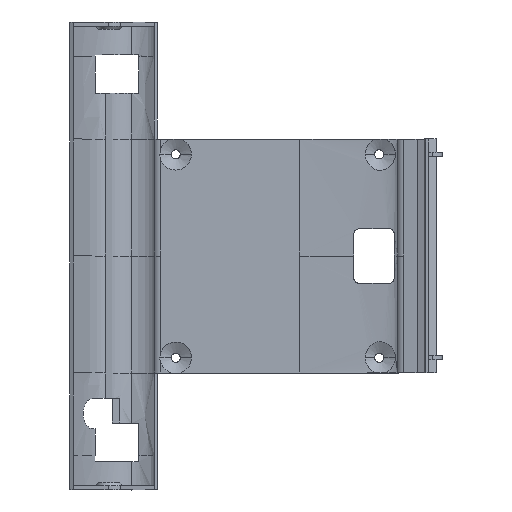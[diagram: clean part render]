
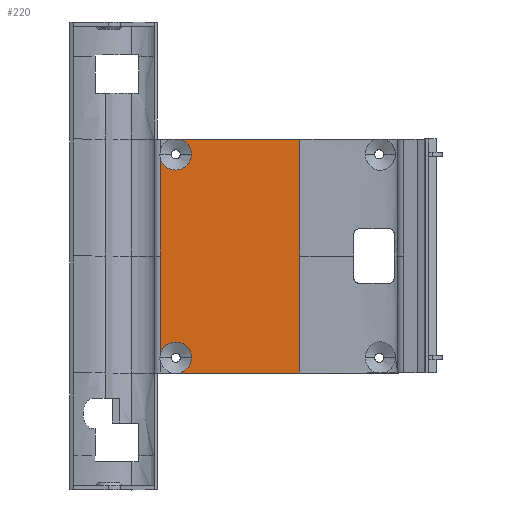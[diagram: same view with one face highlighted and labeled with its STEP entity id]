
A CAD part, top view. The second image highlights one B-rep face of the part: STEP entity #220.
In plain terms, the highlighted planar face has unit normal (0, 0, 1).
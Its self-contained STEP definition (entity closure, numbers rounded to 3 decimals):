
#220=ADVANCED_FACE('',(#436),#3676,.T.);
#436=FACE_OUTER_BOUND('',#656,.T.);
#656=EDGE_LOOP('',(#1822,#1823,#1824,#1825,#1826,#1827,#1828,#1829,#1830,
#1831));
#1822=ORIENTED_EDGE('',*,*,#2481,.T.);
#1823=ORIENTED_EDGE('',*,*,#2544,.T.);
#1824=ORIENTED_EDGE('',*,*,#2487,.T.);
#1825=ORIENTED_EDGE('',*,*,#2460,.T.);
#1826=ORIENTED_EDGE('',*,*,#2402,.T.);
#1827=ORIENTED_EDGE('',*,*,#2497,.F.);
#1828=ORIENTED_EDGE('',*,*,#2493,.T.);
#1829=ORIENTED_EDGE('',*,*,#2546,.T.);
#1830=ORIENTED_EDGE('',*,*,#2401,.F.);
#1831=ORIENTED_EDGE('',*,*,#2488,.F.);
#2401=EDGE_CURVE('',#3369,#3554,#2944,.T.);
#2402=EDGE_CURVE('',#3371,#3372,#2945,.T.);
#2460=EDGE_CURVE('',#3392,#3371,#2987,.T.);
#2481=EDGE_CURVE('',#3547,#3576,#3134,.T.);
#2487=EDGE_CURVE('',#3548,#3392,#3000,.T.);
#2488=EDGE_CURVE('',#3547,#3369,#3001,.T.);
#2493=EDGE_CURVE('',#3553,#3577,#3142,.T.);
#2497=EDGE_CURVE('',#3553,#3372,#3004,.T.);
#2544=EDGE_CURVE('',#3576,#3548,#3171,.T.);
#2546=EDGE_CURVE('',#3577,#3554,#3173,.T.);
#2944=(
BOUNDED_CURVE()
B_SPLINE_CURVE(1,(#8663,#8664),.UNSPECIFIED.,.F.,.F.)
B_SPLINE_CURVE_WITH_KNOTS((2,2),(0.,48.006),.UNSPECIFIED.)
CURVE()
GEOMETRIC_REPRESENTATION_ITEM()
RATIONAL_B_SPLINE_CURVE((1.,1.))
REPRESENTATION_ITEM('')
);
#2945=(
BOUNDED_CURVE()
B_SPLINE_CURVE(1,(#8665,#8666,#8667,#8668),.UNSPECIFIED.,.F.,.F.)
B_SPLINE_CURVE_WITH_KNOTS((2,1,1,2),(0.,49.,51.,
57.5),.UNSPECIFIED.)
CURVE()
GEOMETRIC_REPRESENTATION_ITEM()
RATIONAL_B_SPLINE_CURVE((1.,1.,1.,1.))
REPRESENTATION_ITEM('')
);
#2987=(
BOUNDED_CURVE()
B_SPLINE_CURVE(1,(#8855,#8856,#8857,#8858),.UNSPECIFIED.,.F.,.F.)
B_SPLINE_CURVE_WITH_KNOTS((2,1,1,2),(0.,6.5,8.5,
57.5),.UNSPECIFIED.)
CURVE()
GEOMETRIC_REPRESENTATION_ITEM()
RATIONAL_B_SPLINE_CURVE((1.,1.,1.,1.))
REPRESENTATION_ITEM('')
);
#3000=(
BOUNDED_CURVE()
B_SPLINE_CURVE(3,(#9026,#9027,#9028,#9029),.UNSPECIFIED.,.F.,.F.)
B_SPLINE_CURVE_WITH_KNOTS((4,4),(-52.503,-50.351),
 .UNSPECIFIED.)
CURVE()
GEOMETRIC_REPRESENTATION_ITEM()
RATIONAL_B_SPLINE_CURVE((1.,1.,1.,1.))
REPRESENTATION_ITEM('')
);
#3001=(
BOUNDED_CURVE()
B_SPLINE_CURVE(1,(#9030,#9031),.UNSPECIFIED.,.F.,.F.)
B_SPLINE_CURVE_WITH_KNOTS((2,2),(9.494,57.5),.UNSPECIFIED.)
CURVE()
GEOMETRIC_REPRESENTATION_ITEM()
RATIONAL_B_SPLINE_CURVE((1.,1.))
REPRESENTATION_ITEM('')
);
#3004=(
BOUNDED_CURVE()
B_SPLINE_CURVE(3,(#9077,#9078,#9079,#9080),.UNSPECIFIED.,.F.,.F.)
B_SPLINE_CURVE_WITH_KNOTS((4,4),(-52.503,-50.351),
 .UNSPECIFIED.)
CURVE()
GEOMETRIC_REPRESENTATION_ITEM()
RATIONAL_B_SPLINE_CURVE((1.,1.,1.,1.))
REPRESENTATION_ITEM('')
);
#3134=B_SPLINE_CURVE_WITH_KNOTS('',3,(#8984,#8985,#8986,#8987,#8988,#8989,
#8990,#8991,#8992,#8993,#8994,#8995,#8996),.UNSPECIFIED.,.F.,.F.,(4,3,3,
3,4),(0.,4.126,10.379,16.632,22.884),
 .UNSPECIFIED.);
#3142=B_SPLINE_CURVE_WITH_KNOTS('',3,(#9053,#9054,#9055,#9056,#9057,#9058,
#9059),.UNSPECIFIED.,.F.,.F.,(4,3,4),(0.,4.126,10.379),
 .UNSPECIFIED.);
#3171=B_SPLINE_CURVE_WITH_KNOTS('',3,(#9267,#9268,#9269,#9270,#9271,#9272,
#9273),.UNSPECIFIED.,.F.,.F.,(4,3,4),(22.884,29.137,
33.264),.UNSPECIFIED.);
#3173=B_SPLINE_CURVE_WITH_KNOTS('',3,(#9276,#9277,#9278,#9279,#9280,#9281,
#9282,#9283,#9284,#9285,#9286,#9287,#9288),.UNSPECIFIED.,.F.,.F.,(4,3,3,
3,4),(10.379,16.632,22.885,29.138,
33.264),.UNSPECIFIED.);
#3369=VERTEX_POINT('',#6523);
#3371=VERTEX_POINT('',#6525);
#3372=VERTEX_POINT('',#6526);
#3392=VERTEX_POINT('',#6546);
#3547=VERTEX_POINT('',#6701);
#3548=VERTEX_POINT('',#6702);
#3553=VERTEX_POINT('',#6707);
#3554=VERTEX_POINT('',#6708);
#3576=VERTEX_POINT('',#6730);
#3577=VERTEX_POINT('',#6731);
#3676=PLANE('',#3898);
#3898=AXIS2_PLACEMENT_3D('',#6024,#4044,$);
#4044=DIRECTION('',(0.,0.,1.));
#6024=CARTESIAN_POINT('',(435.203,114.576,102.511));
#6523=CARTESIAN_POINT('',(435.203,172.076,102.511));
#6525=CARTESIAN_POINT('',(503.74,172.076,102.511));
#6526=CARTESIAN_POINT('',(503.74,229.576,102.511));
#6546=CARTESIAN_POINT('',(503.74,114.576,102.511));
#6701=CARTESIAN_POINT('',(435.203,124.069,102.511));
#6702=CARTESIAN_POINT('',(444.696,114.576,102.511));
#6707=CARTESIAN_POINT('',(444.696,229.576,102.511));
#6708=CARTESIAN_POINT('',(435.203,220.082,102.511));
#6730=CARTESIAN_POINT('',(450.463,122.076,102.511));
#6731=CARTESIAN_POINT('',(450.463,222.076,102.511));
#8663=CARTESIAN_POINT('',(435.203,172.076,102.511));
#8664=CARTESIAN_POINT('',(435.203,220.082,102.511));
#8665=CARTESIAN_POINT('',(503.74,172.076,102.511));
#8666=CARTESIAN_POINT('',(503.74,221.076,102.511));
#8667=CARTESIAN_POINT('',(503.74,223.076,102.511));
#8668=CARTESIAN_POINT('',(503.74,229.576,102.511));
#8855=CARTESIAN_POINT('',(503.74,114.576,102.511));
#8856=CARTESIAN_POINT('',(503.74,121.076,102.511));
#8857=CARTESIAN_POINT('',(503.74,123.076,102.511));
#8858=CARTESIAN_POINT('',(503.74,172.076,102.511));
#8984=CARTESIAN_POINT('',(435.203,124.069,102.511));
#8985=CARTESIAN_POINT('',(435.555,125.391,102.511));
#8986=CARTESIAN_POINT('',(436.249,126.596,102.511));
#8987=CARTESIAN_POINT('',(437.216,127.563,102.511));
#8988=CARTESIAN_POINT('',(438.671,129.019,102.511));
#8989=CARTESIAN_POINT('',(440.645,129.836,102.511));
#8990=CARTESIAN_POINT('',(442.703,129.836,102.511));
#8991=CARTESIAN_POINT('',(444.761,129.836,102.511));
#8992=CARTESIAN_POINT('',(446.735,129.019,102.511));
#8993=CARTESIAN_POINT('',(448.191,127.563,102.511));
#8994=CARTESIAN_POINT('',(449.646,126.108,102.511));
#8995=CARTESIAN_POINT('',(450.463,124.134,102.511));
#8996=CARTESIAN_POINT('',(450.463,122.076,102.511));
#9026=CARTESIAN_POINT('',(444.696,114.576,102.511));
#9027=CARTESIAN_POINT('',(464.377,114.576,102.511));
#9028=CARTESIAN_POINT('',(484.059,114.576,102.511));
#9029=CARTESIAN_POINT('',(503.74,114.576,102.511));
#9030=CARTESIAN_POINT('',(435.203,124.069,102.511));
#9031=CARTESIAN_POINT('',(435.203,172.076,102.511));
#9053=CARTESIAN_POINT('',(444.696,229.576,102.511));
#9054=CARTESIAN_POINT('',(446.018,229.225,102.511));
#9055=CARTESIAN_POINT('',(447.223,228.53,102.511));
#9056=CARTESIAN_POINT('',(448.191,227.563,102.511));
#9057=CARTESIAN_POINT('',(449.646,226.108,102.511));
#9058=CARTESIAN_POINT('',(450.463,224.134,102.511));
#9059=CARTESIAN_POINT('',(450.463,222.076,102.511));
#9077=CARTESIAN_POINT('',(444.696,229.576,102.511));
#9078=CARTESIAN_POINT('',(464.377,229.576,102.511));
#9079=CARTESIAN_POINT('',(484.059,229.576,102.511));
#9080=CARTESIAN_POINT('',(503.74,229.576,102.511));
#9267=CARTESIAN_POINT('',(450.463,122.076,102.511));
#9268=CARTESIAN_POINT('',(450.463,120.018,102.511));
#9269=CARTESIAN_POINT('',(449.646,118.044,102.511));
#9270=CARTESIAN_POINT('',(448.191,116.589,102.511));
#9271=CARTESIAN_POINT('',(447.223,115.621,102.511));
#9272=CARTESIAN_POINT('',(446.018,114.927,102.511));
#9273=CARTESIAN_POINT('',(444.696,114.576,102.511));
#9276=CARTESIAN_POINT('',(450.463,222.076,102.511));
#9277=CARTESIAN_POINT('',(450.463,220.018,102.511));
#9278=CARTESIAN_POINT('',(449.646,218.044,102.511));
#9279=CARTESIAN_POINT('',(448.191,216.589,102.511));
#9280=CARTESIAN_POINT('',(446.735,215.133,102.511));
#9281=CARTESIAN_POINT('',(444.761,214.316,102.511));
#9282=CARTESIAN_POINT('',(442.703,214.316,102.511));
#9283=CARTESIAN_POINT('',(440.645,214.316,102.511));
#9284=CARTESIAN_POINT('',(438.671,215.133,102.511));
#9285=CARTESIAN_POINT('',(437.216,216.588,102.511));
#9286=CARTESIAN_POINT('',(436.249,217.555,102.511));
#9287=CARTESIAN_POINT('',(435.555,218.761,102.511));
#9288=CARTESIAN_POINT('',(435.203,220.082,102.511));
